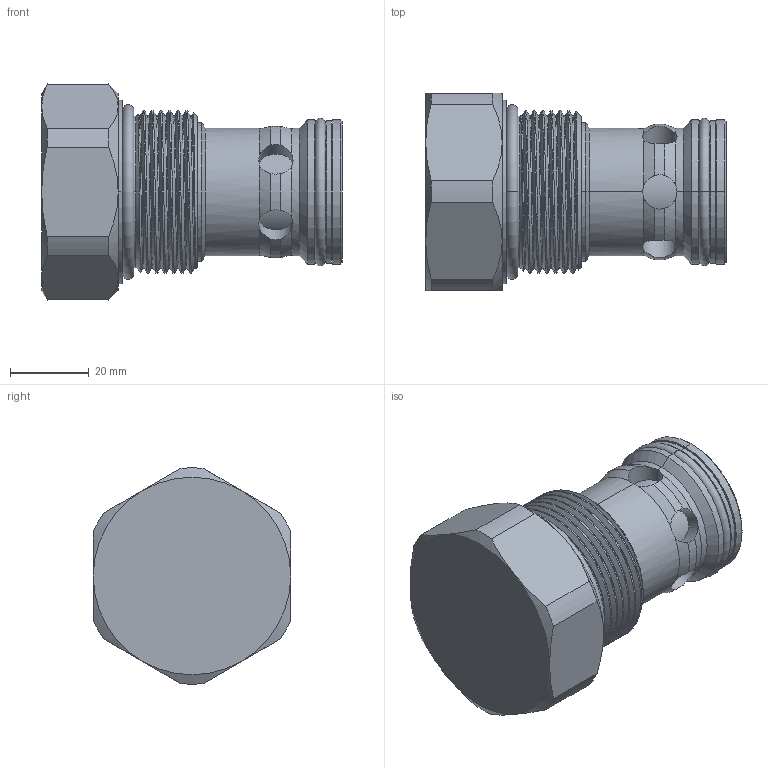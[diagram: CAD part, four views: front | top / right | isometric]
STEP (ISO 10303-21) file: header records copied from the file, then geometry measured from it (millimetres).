
FILE_DESCRIPTION (( 'STEP AP203' ), '1' );
FILE_NAME ('CV20W20-N.STEP', '2024-06-04T03:35:13', ( '' ), ( '' ), 'SwSTEP 2.0', 'SolidWorks 2018', '' );
FILE_SCHEMA (( 'CONFIG_CONTROL_DESIGN' ));
Length unit declared in the file: millimetre
Products named in the file (1): CV20W20-N
Bounding box: 76.13 x 50 x 54.77 mm (x, y, z)
Volume: 98122.5 mm3; surface area: 16965.3 mm2
Topology: 1 solids, 1 shells, 131 faces, 321 edges, 201 vertices
Faces by surface type: cylinder 68, cone 39, plane 17, torus 4, bspline 3
Entity records: 6013 total; most frequent: CARTESIAN_POINT 3063, ORIENTED_EDGE 642, DIRECTION 556, EDGE_CURVE 321, AXIS2_PLACEMENT_3D 240, VERTEX_POINT 201, EDGE_LOOP 140, ADVANCED_FACE 131
